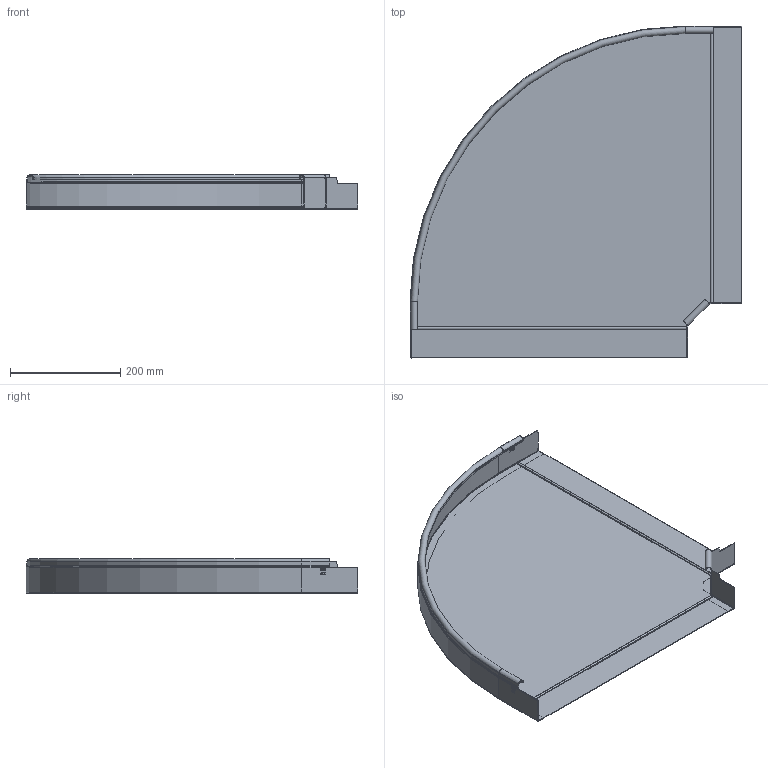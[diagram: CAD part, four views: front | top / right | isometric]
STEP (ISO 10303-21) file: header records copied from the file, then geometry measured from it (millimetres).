
FILE_DESCRIPTION((''),'2;1');
FILE_NAME('6041140_ASM','2012-10-01T',('AndreasKeweloh'),(''),'PRO/ENGINEER BY PARAMETRIC TECHNOLOGY CORPORATION, 2012230','PRO/ENGINEER BY PARAMETRIC TECHNOLOGY CORPORATION, 2012230','');
FILE_SCHEMA(('CONFIG_CONTROL_DESIGN'));
Length unit declared in the file: millimetre
Products named in the file (4): 6041140_INNENHOLM60; 6041140_BODENBLECH_500; 6041140_AUSSENHOM_650; 6041140_ASM
Assembly tree (3 placements, depth 2):
  6041140_ASM
    6041140_INNENHOLM60
    6041140_BODENBLECH_500
    6041140_AUSSENHOM_650
Bounding box: 601.35 x 601.35 x 63 mm (x, y, z)
Volume: 495070.1 mm3; surface area: 798243.6 mm2
Topology: 3 solids, 3 shells, 372 faces, 944 edges, 602 vertices
Faces by surface type: plane 233, cylinder 71, extrusion 52, bspline 8, torus 8
Entity records: 13821 total; most frequent: CARTESIAN_POINT 4905, ORIENTED_EDGE 1888, DIRECTION 1658, EDGE_CURVE 944, VECTOR 734, LINE 682, VERTEX_POINT 602, AXIS2_PLACEMENT_3D 462
